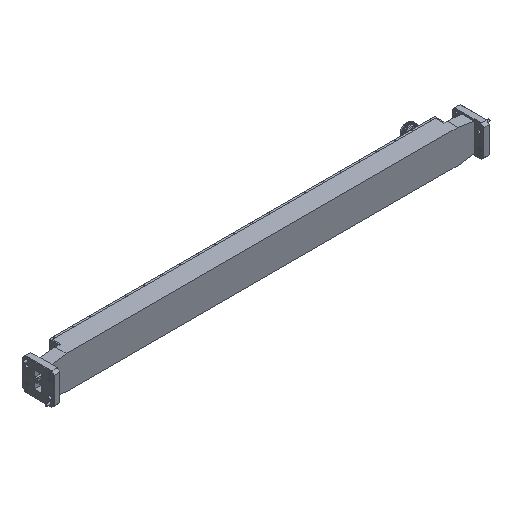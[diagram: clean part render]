
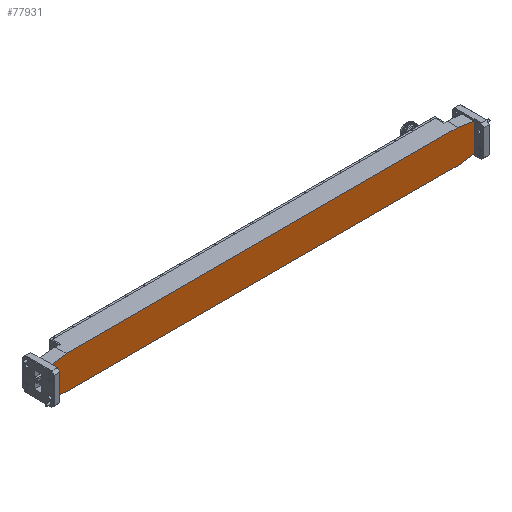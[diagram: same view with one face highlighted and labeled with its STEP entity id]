
A CAD part, isometric view. The second image highlights one B-rep face of the part: STEP entity #77931.
In plain terms, the highlighted planar face has unit normal (0, -1, 0).
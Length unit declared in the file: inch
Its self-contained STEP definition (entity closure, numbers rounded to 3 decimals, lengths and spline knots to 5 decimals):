
#2136 = VERTEX_POINT ( 'NONE', #63017 ) ;
#2231 = VECTOR ( 'NONE', #31569, 39.37008 ) ;
#3474 = LINE ( 'NONE', #45893, #107336 ) ;
#4583 = VECTOR ( 'NONE', #16098, 39.37008 ) ;
#5701 = CARTESIAN_POINT ( 'NONE',  ( 18.64764, -0.26511, 0.7185 ) ) ;
#7151 = VERTEX_POINT ( 'NONE', #44581 ) ;
#7280 = ORIENTED_EDGE ( 'NONE', *, *, #31428, .T. ) ;
#9789 = ORIENTED_EDGE ( 'NONE', *, *, #100753, .F. ) ;
#12453 = ORIENTED_EDGE ( 'NONE', *, *, #52506, .F. ) ;
#14579 = ORIENTED_EDGE ( 'NONE', *, *, #42577, .F. ) ;
#14775 = DIRECTION ( 'NONE',  ( -0.988, 0., -0.154 ) ) ;
#16098 = DIRECTION ( 'NONE',  ( 1., 0., 0. ) ) ;
#16959 = LINE ( 'NONE', #50560, #33830 ) ;
#17177 = CARTESIAN_POINT ( 'NONE',  ( 18.64764, -0.26511, -0.7185 ) ) ;
#19572 = LINE ( 'NONE', #69726, #101634 ) ;
#27639 = CARTESIAN_POINT ( 'NONE',  ( 18.98444, -0.26511, -0.55783 ) ) ;
#31428 = EDGE_CURVE ( 'NONE', #56826, #7151, #100958, .T. ) ;
#31569 = DIRECTION ( 'NONE',  ( -0.988, 0., 0.154 ) ) ;
#33830 = VECTOR ( 'NONE', #14775, 39.37008 ) ;
#34189 = ORIENTED_EDGE ( 'NONE', *, *, #64765, .T. ) ;
#35292 = EDGE_CURVE ( 'NONE', #100422, #102349, #19572, .T. ) ;
#36810 = VECTOR ( 'NONE', #68440, 39.37008 ) ;
#39701 = AXIS2_PLACEMENT_3D ( 'NONE', #60610, #71465, #54380 ) ;
#40394 = CARTESIAN_POINT ( 'NONE',  ( 18.64764, -0.26511, 0.7185 ) ) ;
#42577 = EDGE_CURVE ( 'NONE', #95941, #2136, #64118, .T. ) ;
#44581 = CARTESIAN_POINT ( 'NONE',  ( 17.95186, -0.26511, -0.7185 ) ) ;
#45893 = CARTESIAN_POINT ( 'NONE',  ( 18.98444, -0.26511, 0.55783 ) ) ;
#50088 = VECTOR ( 'NONE', #74031, 39.37008 ) ;
#50501 = VERTEX_POINT ( 'NONE', #89972 ) ;
#50560 = CARTESIAN_POINT ( 'NONE',  ( -0.0868, -0.26511, 0.55783 ) ) ;
#52051 = CARTESIAN_POINT ( 'NONE',  ( 0.94578, -0.26511, 0.7185 ) ) ;
#52506 = EDGE_CURVE ( 'NONE', #77025, #50501, #66304, .T. ) ;
#54380 = DIRECTION ( 'NONE',  ( 1., 0., 0. ) ) ;
#55280 = ORIENTED_EDGE ( 'NONE', *, *, #85943, .T. ) ;
#56826 = VERTEX_POINT ( 'NONE', #97798 ) ;
#57484 = DIRECTION ( 'NONE',  ( 1., 0., 0. ) ) ;
#60204 = CARTESIAN_POINT ( 'NONE',  ( 18.64764, -0.26511, 0.61024 ) ) ;
#60610 = CARTESIAN_POINT ( 'NONE',  ( 18.64764, -0.26511, 0.7185 ) ) ;
#63017 = CARTESIAN_POINT ( 'NONE',  ( 18.64764, -0.26511, -0.61024 ) ) ;
#63716 = FACE_OUTER_BOUND ( 'NONE', #101238, .T. ) ;
#64118 = LINE ( 'NONE', #40394, #50088 ) ;
#64644 = VECTOR ( 'NONE', #57484, 39.37008 ) ;
#64765 = EDGE_CURVE ( 'NONE', #77025, #100422, #16959, .T. ) ;
#65898 = EDGE_CURVE ( 'NONE', #56826, #102349, #105492, .T. ) ;
#66304 = LINE ( 'NONE', #5701, #64644 ) ;
#66611 = ORIENTED_EDGE ( 'NONE', *, *, #65898, .F. ) ;
#68107 = CARTESIAN_POINT ( 'NONE',  ( 0.25, -0.26511, -0.61024 ) ) ;
#68440 = DIRECTION ( 'NONE',  ( 0.988, 0., 0.154 ) ) ;
#69726 = CARTESIAN_POINT ( 'NONE',  ( 0.25, -0.26511, 0.7185 ) ) ;
#70923 = PLANE ( 'NONE',  #39701 ) ;
#71465 = DIRECTION ( 'NONE',  ( 0., 1., 0. ) ) ;
#71499 = CARTESIAN_POINT ( 'NONE',  ( 0.25, -0.26511, 0.61024 ) ) ;
#74031 = DIRECTION ( 'NONE',  ( 0., 0., -1. ) ) ;
#77025 = VERTEX_POINT ( 'NONE', #52051 ) ;
#77460 = DIRECTION ( 'NONE',  ( 0., 0., -1. ) ) ;
#77931 = ADVANCED_FACE ( 'NONE', ( #63716 ), #70923, .F. ) ;
#85521 = LINE ( 'NONE', #27639, #36810 ) ;
#85943 = EDGE_CURVE ( 'NONE', #7151, #2136, #85521, .T. ) ;
#87258 = DIRECTION ( 'NONE',  ( 0.988, 0., -0.154 ) ) ;
#89972 = CARTESIAN_POINT ( 'NONE',  ( 17.95186, -0.26511, 0.7185 ) ) ;
#95941 = VERTEX_POINT ( 'NONE', #60204 ) ;
#97798 = CARTESIAN_POINT ( 'NONE',  ( 0.94578, -0.26511, -0.7185 ) ) ;
#100422 = VERTEX_POINT ( 'NONE', #71499 ) ;
#100753 = EDGE_CURVE ( 'NONE', #50501, #95941, #3474, .T. ) ;
#100958 = LINE ( 'NONE', #17177, #4583 ) ;
#101238 = EDGE_LOOP ( 'NONE', ( #7280, #55280, #14579, #9789, #12453, #34189, #106872, #66611 ) ) ;
#101634 = VECTOR ( 'NONE', #77460, 39.37008 ) ;
#102349 = VERTEX_POINT ( 'NONE', #68107 ) ;
#105492 = LINE ( 'NONE', #107116, #2231 ) ;
#106872 = ORIENTED_EDGE ( 'NONE', *, *, #35292, .T. ) ;
#107116 = CARTESIAN_POINT ( 'NONE',  ( -0.0868, -0.26511, -0.55783 ) ) ;
#107336 = VECTOR ( 'NONE', #87258, 39.37008 ) ;
